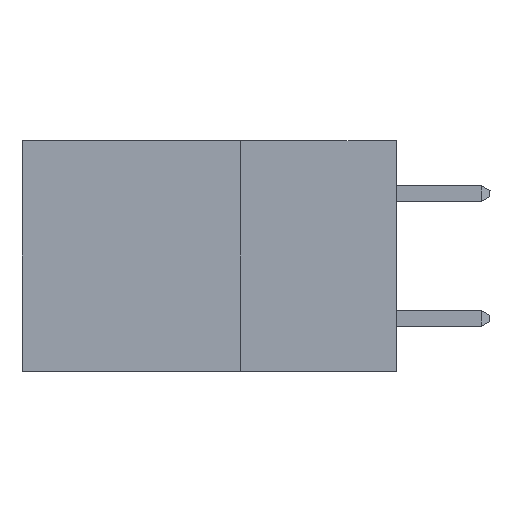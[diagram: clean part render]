
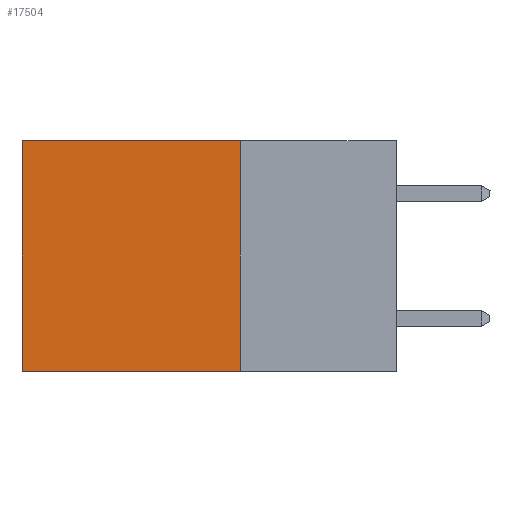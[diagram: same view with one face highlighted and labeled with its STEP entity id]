
A CAD part, left-side view. The second image highlights one B-rep face of the part: STEP entity #17504.
In plain terms, the highlighted planar face has unit normal (-1, 0, 0).
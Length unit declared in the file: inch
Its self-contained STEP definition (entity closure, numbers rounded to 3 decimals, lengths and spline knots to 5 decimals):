
#970 = DIRECTION ( 'NONE',  ( 0., 0., -1. ) ) ;
#1617 = EDGE_CURVE ( 'NONE', #23183, #4979, #11763, .T. ) ;
#2474 = CARTESIAN_POINT ( 'NONE',  ( 0.298, 0.25, -0.37 ) ) ;
#2661 = LINE ( 'NONE', #2474, #16186 ) ;
#3931 = CARTESIAN_POINT ( 'NONE',  ( 0.298, 0.6, 0. ) ) ;
#4320 = DIRECTION ( 'NONE',  ( 0., 1., 0. ) ) ;
#4614 = DIRECTION ( 'NONE',  ( 0., 0., -1. ) ) ;
#4979 = VERTEX_POINT ( 'NONE', #10704 ) ;
#5770 = ORIENTED_EDGE ( 'NONE', *, *, #1617, .T. ) ;
#6146 = VERTEX_POINT ( 'NONE', #23088 ) ;
#6180 = VECTOR ( 'NONE', #4614, 39.37008 ) ;
#6383 = PLANE ( 'NONE',  #18827 ) ;
#6701 = EDGE_CURVE ( 'NONE', #4979, #6146, #20797, .T. ) ;
#6864 = VECTOR ( 'NONE', #14116, 39.37008 ) ;
#6924 = VECTOR ( 'NONE', #10390, 39.37008 ) ;
#9847 = EDGE_CURVE ( 'NONE', #23183, #19040, #20409, .T. ) ;
#10390 = DIRECTION ( 'NONE',  ( 0., 0., -1. ) ) ;
#10399 = FACE_OUTER_BOUND ( 'NONE', #15643, .T. ) ;
#10434 = CARTESIAN_POINT ( 'NONE',  ( 0.298, 0.25, 0. ) ) ;
#10704 = CARTESIAN_POINT ( 'NONE',  ( 0.298, 0.6, 0. ) ) ;
#11763 = LINE ( 'NONE', #23460, #6864 ) ;
#11945 = DIRECTION ( 'NONE',  ( 1., 0., 0. ) ) ;
#14116 = DIRECTION ( 'NONE',  ( 0., 1., 0. ) ) ;
#14186 = ORIENTED_EDGE ( 'NONE', *, *, #23485, .F. ) ;
#15643 = EDGE_LOOP ( 'NONE', ( #16058, #14186, #21433, #5770 ) ) ;
#16058 = ORIENTED_EDGE ( 'NONE', *, *, #6701, .T. ) ;
#16156 = CARTESIAN_POINT ( 'NONE',  ( 0.298, 0.25, -0.37 ) ) ;
#16186 = VECTOR ( 'NONE', #4320, 39.37008 ) ;
#17504 = ADVANCED_FACE ( 'NONE', ( #10399 ), #6383, .F. ) ;
#18827 = AXIS2_PLACEMENT_3D ( 'NONE', #22792, #11945, #970 ) ;
#19040 = VERTEX_POINT ( 'NONE', #16156 ) ;
#20409 = LINE ( 'NONE', #10434, #6924 ) ;
#20797 = LINE ( 'NONE', #3931, #6180 ) ;
#21433 = ORIENTED_EDGE ( 'NONE', *, *, #9847, .F. ) ;
#22792 = CARTESIAN_POINT ( 'NONE',  ( 0.298, 0.25, 0. ) ) ;
#23088 = CARTESIAN_POINT ( 'NONE',  ( 0.298, 0.6, -0.37 ) ) ;
#23183 = VERTEX_POINT ( 'NONE', #23410 ) ;
#23410 = CARTESIAN_POINT ( 'NONE',  ( 0.298, 0.25, 0. ) ) ;
#23460 = CARTESIAN_POINT ( 'NONE',  ( 0.298, 0.25, 0. ) ) ;
#23485 = EDGE_CURVE ( 'NONE', #19040, #6146, #2661, .T. ) ;
